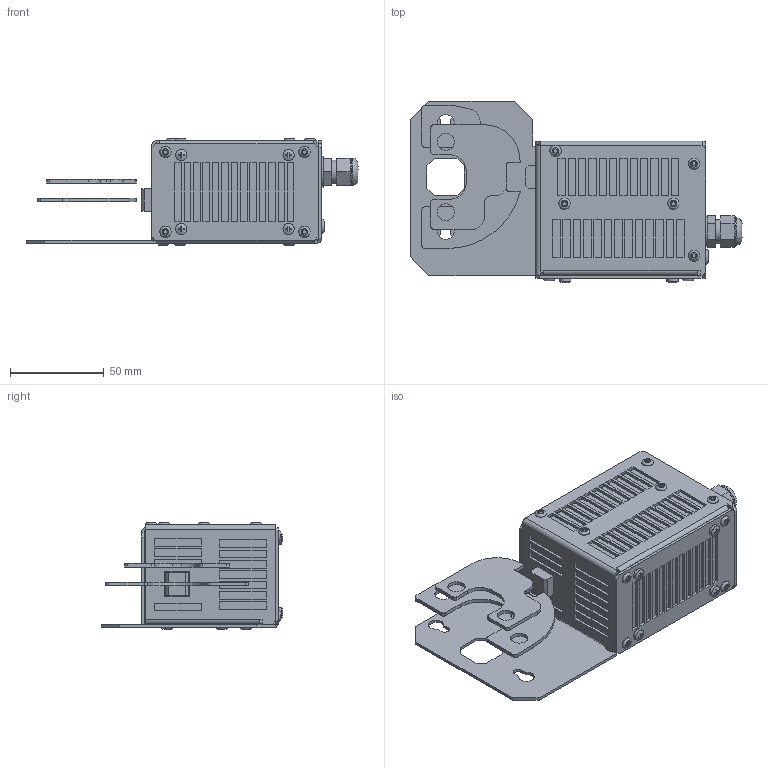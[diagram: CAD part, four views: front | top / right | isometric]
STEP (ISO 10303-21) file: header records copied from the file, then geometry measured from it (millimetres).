
FILE_DESCRIPTION (( 'STEP AP203' ), '1' );
FILE_NAME ('SCE-E115I.step', '2021-02-09T22:14:52', ( 'ADC123' ), ( 'Microsoft' ), 'SwSTEP 2.0', 'SolidWorks 2019', '' );
FILE_SCHEMA (( 'CONFIG_CONTROL_DESIGN' ));
Length unit declared in the file: inch
Products named in the file (1): SCE-E115I
Bounding box: 176.8 x 96.88 x 57.1 mm (x, y, z)
Volume: 327805.8 mm3; surface area: 107049.6 mm2
Topology: 25 solids, 25 shells, 877 faces, 2343 edges, 1547 vertices
Faces by surface type: plane 679, cylinder 150, bspline 34, torus 14
Full cylindrical faces by diameter (mm): 2.2 x13, 2.5 x4, 3 x17, 3.2 x26, 4 x1, 4.5 x1, 6 x17, 7 x1, 8 x1, 9.12 x4, 12 x1, 12.5 x2, 14.463 x1, 16.7 x1
Entity records: 29631 total; most frequent: CARTESIAN_POINT 7943, ORIENTED_EDGE 4394, DIRECTION 4049, EDGE_CURVE 2197, VECTOR 1741, LINE 1741, VERTEX_POINT 1532, EDGE_LOOP 1289
